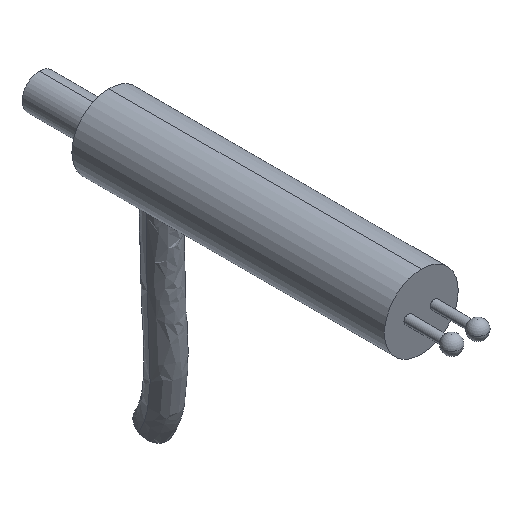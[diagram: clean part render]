
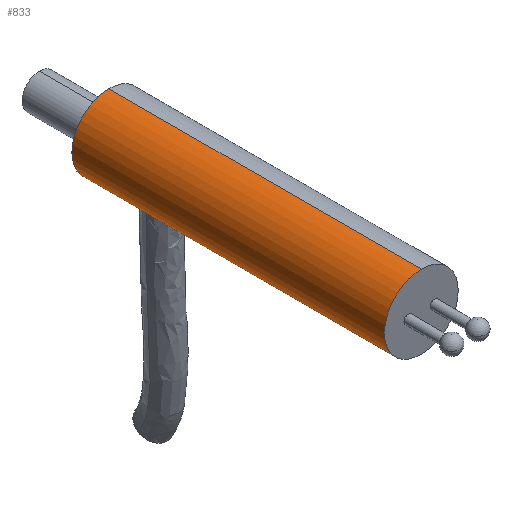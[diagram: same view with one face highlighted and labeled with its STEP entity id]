
A CAD part, isometric view. The second image highlights one B-rep face of the part: STEP entity #833.
In plain terms, the highlighted cylindrical face has radius 4.25 mm (diameter 8.5 mm), a partial arc.
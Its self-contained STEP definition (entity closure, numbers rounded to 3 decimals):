
#15 = CARTESIAN_POINT ( 'NONE',  ( -0.771, 31.687, -4.18 ) ) ;
#37 = AXIS2_PLACEMENT_3D ( 'NONE', #508, #950, #75 ) ;
#50 = CARTESIAN_POINT ( 'NONE',  ( -1.616, 30.257, -3.931 ) ) ;
#57 = CARTESIAN_POINT ( 'NONE',  ( -1.155, 31.291, -4.091 ) ) ;
#64 = VECTOR ( 'NONE', #1001, 1000. ) ;
#71 = CARTESIAN_POINT ( 'NONE',  ( 0., 28.004, -4.25 ) ) ;
#75 = DIRECTION ( 'NONE',  ( 0., 0., -1. ) ) ;
#100 = DIRECTION ( 'NONE',  ( 0., 0., 1. ) ) ;
#105 = ORIENTED_EDGE ( 'NONE', *, *, #931, .F. ) ;
#112 = B_SPLINE_CURVE_WITH_KNOTS ( 'NONE', 3,
 ( #890, #621, #1071, #15, #276, #439, #1063, #455, #281, #1049 ),
 .UNSPECIFIED., .F., .F.,
 ( 4, 2, 2, 2, 4 ),
 ( 0.01, 0.011, 0.011, 0.011, 0.012 ),
 .UNSPECIFIED. ) ;
#126 = DIRECTION ( 'NONE',  ( 0., 1., 0. ) ) ;
#130 = CARTESIAN_POINT ( 'NONE',  ( -1.234, 31.191, -4.067 ) ) ;
#137 = CARTESIAN_POINT ( 'NONE',  ( -1.629, 30.13, -3.925 ) ) ;
#181 = CARTESIAN_POINT ( 'NONE',  ( -1.233, 28.809, -4.068 ) ) ;
#226 = EDGE_CURVE ( 'NONE', #1102, #773, #305, .T. ) ;
#242 = ORIENTED_EDGE ( 'NONE', *, *, #789, .F. ) ;
#243 = CARTESIAN_POINT ( 'NONE',  ( -1.566, 30.507, -3.951 ) ) ;
#266 = VECTOR ( 'NONE', #829, 1000. ) ;
#271 = CARTESIAN_POINT ( 'NONE',  ( -1.007, 28.55, -4.13 ) ) ;
#275 = DIRECTION ( 'NONE',  ( 0., 0., 1. ) ) ;
#276 = CARTESIAN_POINT ( 'NONE',  ( -0.684, 31.752, -4.196 ) ) ;
#281 = CARTESIAN_POINT ( 'NONE',  ( -0.106, 32.03, -4.25 ) ) ;
#287 = LINE ( 'NONE', #536, #64 ) ;
#297 = CARTESIAN_POINT ( 'NONE',  ( 0., 0., 0. ) ) ;
#305 = LINE ( 'NONE', #546, #266 ) ;
#306 = AXIS2_PLACEMENT_3D ( 'NONE', #297, #126, #275 ) ;
#342 = ORIENTED_EDGE ( 'NONE', *, *, #226, .F. ) ;
#346 = CARTESIAN_POINT ( 'NONE',  ( -0.739, 28.33, -4.186 ) ) ;
#350 = CARTESIAN_POINT ( 'NONE',  ( -1.629, 30., -3.925 ) ) ;
#351 = DIRECTION ( 'NONE',  ( 0., -1., 0. ) ) ;
#362 = AXIS2_PLACEMENT_3D ( 'NONE', #528, #454, #100 ) ;
#367 = VERTEX_POINT ( 'NONE', #657 ) ;
#406 = CARTESIAN_POINT ( 'NONE',  ( 0., 0., -4.25 ) ) ;
#428 = ORIENTED_EDGE ( 'NONE', *, *, #1029, .T. ) ;
#429 = CARTESIAN_POINT ( 'NONE',  ( -1.416, 29.103, -4.008 ) ) ;
#433 = CARTESIAN_POINT ( 'NONE',  ( -0.543, 28.208, -4.216 ) ) ;
#434 = CARTESIAN_POINT ( 'NONE',  ( -1.629, 30., -3.925 ) ) ;
#439 = CARTESIAN_POINT ( 'NONE',  ( -0.504, 31.866, -4.221 ) ) ;
#442 = CARTESIAN_POINT ( 'NONE',  ( -1.586, 29.534, -3.944 ) ) ;
#454 = DIRECTION ( 'NONE',  ( 0., 1., 0. ) ) ;
#455 = CARTESIAN_POINT ( 'NONE',  ( -0.211, 31.997, -4.246 ) ) ;
#473 = B_SPLINE_CURVE_WITH_KNOTS ( 'NONE', 3,
 ( #350, #875, #442, #698, #429, #694, #181, #786, #271, #879, #346, #433, #791, #796, #802, #71 ),
 .UNSPECIFIED., .F., .F.,
 ( 4, 2, 2, 2, 2, 2, 2, 4 ),
 ( 0.003, 0.003, 0.004, 0.004, 0.005, 0.005, 0.005, 0.006 ),
 .UNSPECIFIED. ) ;
#491 = VERTEX_POINT ( 'NONE', #406 ) ;
#508 = CARTESIAN_POINT ( 'NONE',  ( 0., 44., 0. ) ) ;
#511 = VERTEX_POINT ( 'NONE', #865 ) ;
#524 = LINE ( 'NONE', #797, #590 ) ;
#528 = CARTESIAN_POINT ( 'NONE',  ( 0., 36., 0. ) ) ;
#536 = CARTESIAN_POINT ( 'NONE',  ( 0., 44., -4.25 ) ) ;
#546 = CARTESIAN_POINT ( 'NONE',  ( 0., 44., 4.25 ) ) ;
#568 = ORIENTED_EDGE ( 'NONE', *, *, #1119, .T. ) ;
#575 = ORIENTED_EDGE ( 'NONE', *, *, #782, .T. ) ;
#590 = VECTOR ( 'NONE', #351, 1000. ) ;
#615 = CYLINDRICAL_SURFACE ( 'NONE', #37, 4.25 ) ;
#621 = CARTESIAN_POINT ( 'NONE',  ( -1.002, 31.467, -4.131 ) ) ;
#649 = ORIENTED_EDGE ( 'NONE', *, *, #910, .T. ) ;
#657 = CARTESIAN_POINT ( 'NONE',  ( 0., 28.004, -4.25 ) ) ;
#660 = VERTEX_POINT ( 'NONE', #922 ) ;
#662 = CARTESIAN_POINT ( 'NONE',  ( -1.068, 31.384, -4.114 ) ) ;
#694 = CARTESIAN_POINT ( 'NONE',  ( -1.3, 28.904, -4.047 ) ) ;
#698 = CARTESIAN_POINT ( 'NONE',  ( -1.465, 29.207, -3.99 ) ) ;
#706 = FACE_OUTER_BOUND ( 'NONE', #790, .T. ) ;
#720 = CARTESIAN_POINT ( 'NONE',  ( 0., 0., 4.25 ) ) ;
#771 = VERTEX_POINT ( 'NONE', #974 ) ;
#773 = VERTEX_POINT ( 'NONE', #720 ) ;
#782 = EDGE_CURVE ( 'NONE', #367, #491, #524, .T. ) ;
#786 = CARTESIAN_POINT ( 'NONE',  ( -1.087, 28.632, -4.109 ) ) ;
#789 = EDGE_CURVE ( 'NONE', #771, #511, #112, .T. ) ;
#790 = EDGE_LOOP ( 'NONE', ( #342, #105, #649, #242, #568, #1012, #575, #428 ) ) ;
#791 = CARTESIAN_POINT ( 'NONE',  ( -0.44, 28.155, -4.228 ) ) ;
#796 = CARTESIAN_POINT ( 'NONE',  ( -0.226, 28.067, -4.245 ) ) ;
#797 = CARTESIAN_POINT ( 'NONE',  ( 0., 44., -4.25 ) ) ;
#802 = CARTESIAN_POINT ( 'NONE',  ( -0.114, 28.03, -4.25 ) ) ;
#824 = VERTEX_POINT ( 'NONE', #434 ) ;
#825 = CIRCLE ( 'NONE', #362, 4.25 ) ;
#829 = DIRECTION ( 'NONE',  ( 0., -1., 0. ) ) ;
#833 = ADVANCED_FACE ( 'NONE', ( #706 ), #615, .T. ) ;
#844 = CARTESIAN_POINT ( 'NONE',  ( -1.372, 30.979, -4.023 ) ) ;
#849 = CARTESIAN_POINT ( 'NONE',  ( -1.431, 30.867, -4.002 ) ) ;
#853 = CARTESIAN_POINT ( 'NONE',  ( 0., 36., 4.25 ) ) ;
#865 = CARTESIAN_POINT ( 'NONE',  ( 0., 32.052, -4.25 ) ) ;
#875 = CARTESIAN_POINT ( 'NONE',  ( -1.629, 29.765, -3.925 ) ) ;
#879 = CARTESIAN_POINT ( 'NONE',  ( -0.833, 28.399, -4.168 ) ) ;
#882 = EDGE_CURVE ( 'NONE', #824, #367, #473, .T. ) ;
#890 = CARTESIAN_POINT ( 'NONE',  ( -1.068, 31.384, -4.114 ) ) ;
#907 = B_SPLINE_CURVE_WITH_KNOTS ( 'NONE', 3,
 ( #662, #57, #130, #844, #849, #944, #243, #50, #137, #1103 ),
 .UNSPECIFIED., .F., .F.,
 ( 4, 2, 2, 2, 4 ),
 ( 0.001, 0.002, 0.002, 0.002, 0.003 ),
 .UNSPECIFIED. ) ;
#910 = EDGE_CURVE ( 'NONE', #660, #511, #287, .T. ) ;
#922 = CARTESIAN_POINT ( 'NONE',  ( 0., 36., -4.25 ) ) ;
#931 = EDGE_CURVE ( 'NONE', #660, #1102, #825, .T. ) ;
#944 = CARTESIAN_POINT ( 'NONE',  ( -1.529, 30.631, -3.966 ) ) ;
#950 = DIRECTION ( 'NONE',  ( 0., -1., 0. ) ) ;
#974 = CARTESIAN_POINT ( 'NONE',  ( -1.068, 31.384, -4.114 ) ) ;
#1001 = DIRECTION ( 'NONE',  ( 0., -1., 0. ) ) ;
#1006 = CIRCLE ( 'NONE', #306, 4.25 ) ;
#1012 = ORIENTED_EDGE ( 'NONE', *, *, #882, .T. ) ;
#1029 = EDGE_CURVE ( 'NONE', #491, #773, #1006, .T. ) ;
#1049 = CARTESIAN_POINT ( 'NONE',  ( 0., 32.052, -4.25 ) ) ;
#1063 = CARTESIAN_POINT ( 'NONE',  ( -0.41, 31.915, -4.231 ) ) ;
#1071 = CARTESIAN_POINT ( 'NONE',  ( -0.929, 31.544, -4.148 ) ) ;
#1102 = VERTEX_POINT ( 'NONE', #853 ) ;
#1103 = CARTESIAN_POINT ( 'NONE',  ( -1.629, 30., -3.925 ) ) ;
#1119 = EDGE_CURVE ( 'NONE', #771, #824, #907, .T. ) ;
